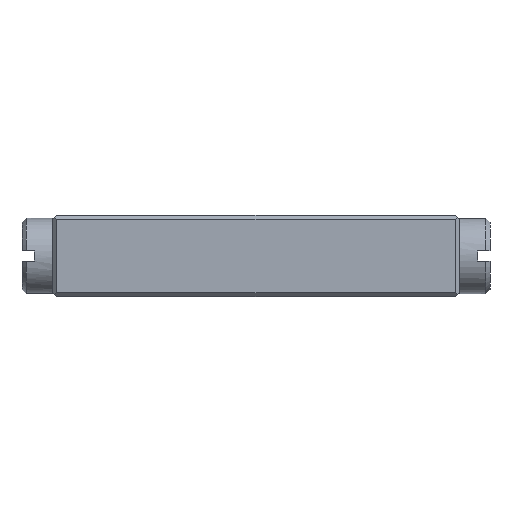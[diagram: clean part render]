
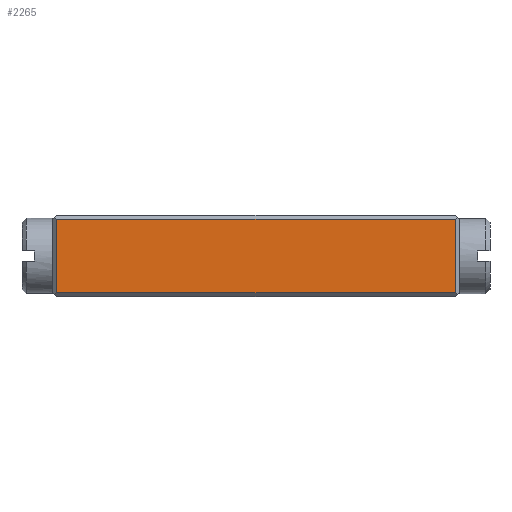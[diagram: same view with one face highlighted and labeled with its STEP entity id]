
A CAD part, front view. The second image highlights one B-rep face of the part: STEP entity #2265.
In plain terms, the highlighted planar face has unit normal (0, -1, 0).
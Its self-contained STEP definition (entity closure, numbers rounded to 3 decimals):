
#675=LINE('',#11290,#1327);
#676=LINE('',#11293,#1328);
#677=LINE('',#11295,#1329);
#678=LINE('',#11297,#1330);
#1327=VECTOR('',#9253,1.);
#1328=VECTOR('',#9254,1.);
#1329=VECTOR('',#9255,1.);
#1330=VECTOR('',#9256,1.);
#2265=ADVANCED_FACE('',(#2820),#2562,.T.);
#2562=PLANE('',#7527);
#2820=FACE_OUTER_BOUND('',#3295,.T.);
#3295=EDGE_LOOP('',(#4909,#4910,#4911,#4912));
#4909=ORIENTED_EDGE('',*,*,#6529,.T.);
#4910=ORIENTED_EDGE('',*,*,#6530,.T.);
#4911=ORIENTED_EDGE('',*,*,#6531,.T.);
#4912=ORIENTED_EDGE('',*,*,#6532,.T.);
#5689=VERTEX_POINT('',#11291);
#5690=VERTEX_POINT('',#11292);
#5691=VERTEX_POINT('',#11294);
#5692=VERTEX_POINT('',#11296);
#6529=EDGE_CURVE('',#5689,#5690,#675,.T.);
#6530=EDGE_CURVE('',#5690,#5691,#676,.T.);
#6531=EDGE_CURVE('',#5691,#5692,#677,.T.);
#6532=EDGE_CURVE('',#5692,#5689,#678,.T.);
#7527=AXIS2_PLACEMENT_3D('',#11298,#9257,#9258);
#9253=DIRECTION('',(1.,0.,0.));
#9254=DIRECTION('',(0.,0.,1.));
#9255=DIRECTION('',(-1.,0.,0.));
#9256=DIRECTION('',(0.,0.,-1.));
#9257=DIRECTION('',(0.,-1.,0.));
#9258=DIRECTION('',(0.,0.,-1.));
#11290=CARTESIAN_POINT('',(10.,-3.95,0.15));
#11291=CARTESIAN_POINT('',(0.2,-3.95,0.15));
#11292=CARTESIAN_POINT('',(19.8,-3.95,0.15));
#11293=CARTESIAN_POINT('',(19.8,-3.95,-0.05));
#11294=CARTESIAN_POINT('',(19.8,-3.95,3.75));
#11295=CARTESIAN_POINT('',(10.,-3.95,3.75));
#11296=CARTESIAN_POINT('',(0.2,-3.95,3.75));
#11297=CARTESIAN_POINT('',(0.2,-3.95,-0.05));
#11298=CARTESIAN_POINT('',(10.,-3.95,-0.05));
